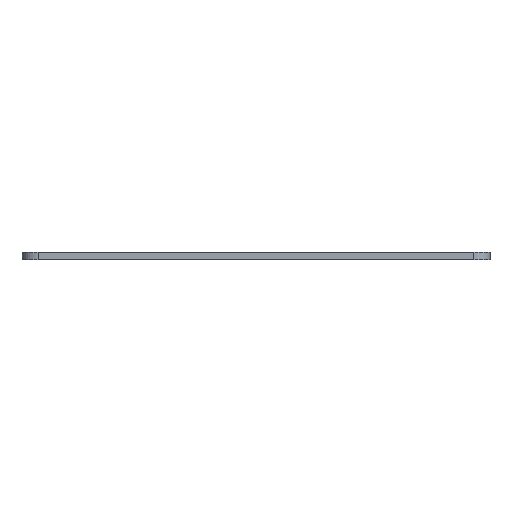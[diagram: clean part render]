
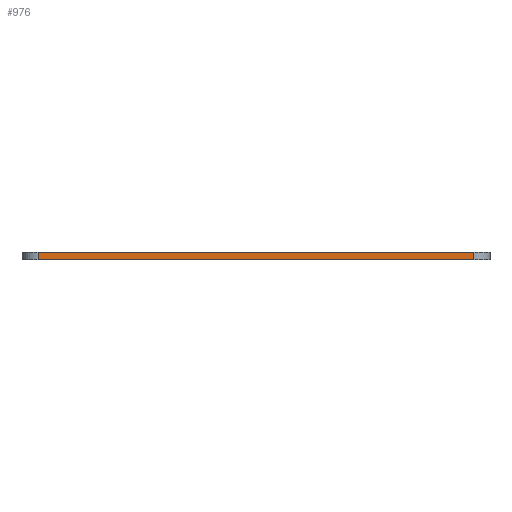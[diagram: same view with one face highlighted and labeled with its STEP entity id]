
A CAD part, front view. The second image highlights one B-rep face of the part: STEP entity #976.
In plain terms, the highlighted planar face has unit normal (0, -1, 0).
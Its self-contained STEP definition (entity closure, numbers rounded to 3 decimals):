
#19 = CARTESIAN_POINT ( 'NONE',  ( 7., 0., 3. ) ) ;
#36 = CARTESIAN_POINT ( 'NONE',  ( 193., 0., 3. ) ) ;
#77 = CARTESIAN_POINT ( 'NONE',  ( 7., 0., 3. ) ) ;
#108 = FACE_OUTER_BOUND ( 'NONE', #1003, .T. ) ;
#194 = CARTESIAN_POINT ( 'NONE',  ( 7., 0., 0. ) ) ;
#253 = ORIENTED_EDGE ( 'NONE', *, *, #419, .F. ) ;
#283 = VECTOR ( 'NONE', #288, 1000. ) ;
#288 = DIRECTION ( 'NONE',  ( 1., 0., 0. ) ) ;
#299 = EDGE_CURVE ( 'NONE', #361, #984, #536, .T. ) ;
#349 = PLANE ( 'NONE',  #424 ) ;
#356 = CARTESIAN_POINT ( 'NONE',  ( 0., 0., 3. ) ) ;
#361 = VERTEX_POINT ( 'NONE', #724 ) ;
#419 = EDGE_CURVE ( 'NONE', #1243, #984, #613, .T. ) ;
#424 = AXIS2_PLACEMENT_3D ( 'NONE', #356, #1104, #470 ) ;
#470 = DIRECTION ( 'NONE',  ( 0., 0., 1. ) ) ;
#475 = LINE ( 'NONE', #19, #513 ) ;
#513 = VECTOR ( 'NONE', #774, 1000. ) ;
#517 = CARTESIAN_POINT ( 'NONE',  ( 0., 0., 3. ) ) ;
#536 = LINE ( 'NONE', #1334, #1321 ) ;
#539 = VERTEX_POINT ( 'NONE', #194 ) ;
#584 = ORIENTED_EDGE ( 'NONE', *, *, #1341, .T. ) ;
#613 = LINE ( 'NONE', #517, #283 ) ;
#724 = CARTESIAN_POINT ( 'NONE',  ( 193., 0., 0. ) ) ;
#727 = EDGE_CURVE ( 'NONE', #539, #361, #943, .T. ) ;
#764 = VECTOR ( 'NONE', #955, 1000. ) ;
#774 = DIRECTION ( 'NONE',  ( 0., 0., -1. ) ) ;
#825 = ORIENTED_EDGE ( 'NONE', *, *, #727, .T. ) ;
#904 = DIRECTION ( 'NONE',  ( 0., 0., 1. ) ) ;
#943 = LINE ( 'NONE', #1245, #764 ) ;
#955 = DIRECTION ( 'NONE',  ( 1., 0., 0. ) ) ;
#976 = ADVANCED_FACE ( 'NONE', ( #108 ), #349, .F. ) ;
#984 = VERTEX_POINT ( 'NONE', #36 ) ;
#1003 = EDGE_LOOP ( 'NONE', ( #825, #1222, #253, #584 ) ) ;
#1104 = DIRECTION ( 'NONE',  ( 0., 1., 0. ) ) ;
#1222 = ORIENTED_EDGE ( 'NONE', *, *, #299, .T. ) ;
#1243 = VERTEX_POINT ( 'NONE', #77 ) ;
#1245 = CARTESIAN_POINT ( 'NONE',  ( 0., 0., 0. ) ) ;
#1321 = VECTOR ( 'NONE', #904, 1000. ) ;
#1334 = CARTESIAN_POINT ( 'NONE',  ( 193., 0., 3. ) ) ;
#1341 = EDGE_CURVE ( 'NONE', #1243, #539, #475, .T. ) ;
